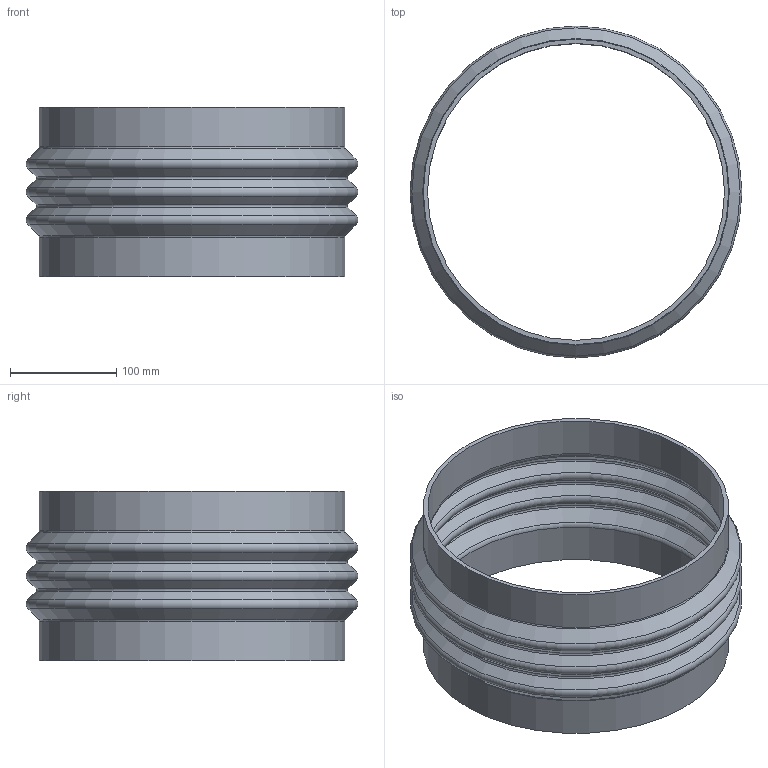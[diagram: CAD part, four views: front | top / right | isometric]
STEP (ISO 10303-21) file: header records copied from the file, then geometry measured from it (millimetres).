
FILE_DESCRIPTION (( 'STEP AP203' ), '1' );
FILE_NAME ('5SU3036_F543A_GIUNTO-ANTIVIB_35.STEP', '2022-03-10T11:00:43', ( '' ), ( '' ), 'SwSTEP 2.0', 'SolidWorks 2018', '' );
FILE_SCHEMA (( 'CONFIG_CONTROL_DESIGN' ));
Length unit declared in the file: millimetre
Products named in the file (1): 5SU3036_F543A_GIUNTO-ANTIVIB_35
Bounding box: 312.98 x 312.98 x 160 mm (x, y, z)
Volume: 679268.2 mm3; surface area: 346771.8 mm2
Topology: 1 solids, 1 shells, 32 faces, 79 edges, 49 vertices
Faces by surface type: torus 14, cone 12, cylinder 4, plane 2
Full cylindrical faces by diameter (mm): 280 x2, 288 x2
Entity records: 725 total; most frequent: DIRECTION 130, CARTESIAN_POINT 97, AXIS2_PLACEMENT_3D 65, ORIENTED_EDGE 64, EDGE_LOOP 64, FACE_OUTER_BOUND 50, ADVANCED_FACE 32, VERTEX_POINT 32
